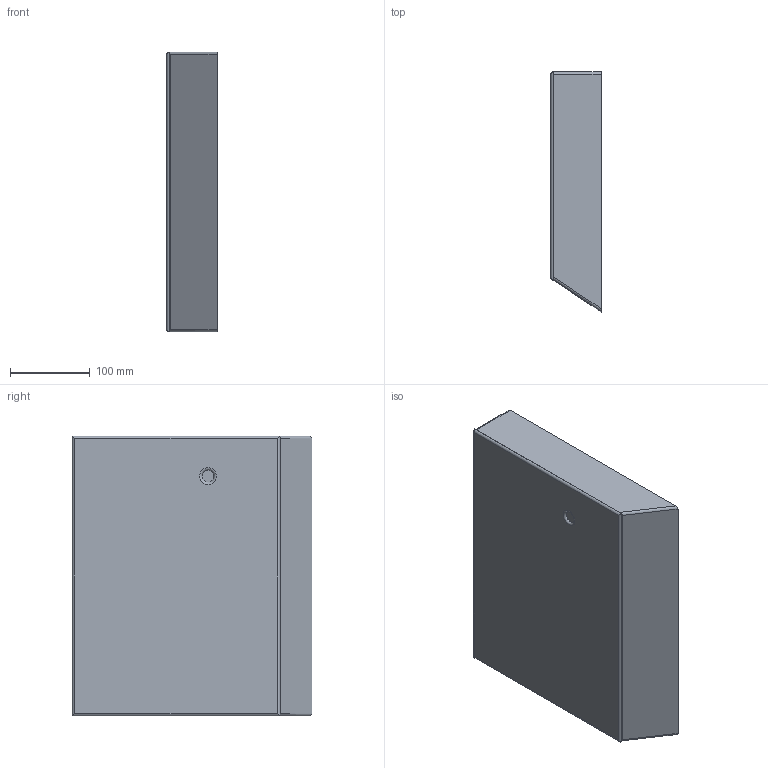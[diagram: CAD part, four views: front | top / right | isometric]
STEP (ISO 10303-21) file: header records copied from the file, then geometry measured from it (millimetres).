
FILE_DESCRIPTION(/* description */ ('Unknown'),/* implementation_level */ '2;1');
FILE_NAME(/* name */ 'city_bin',/* time_stamp */ '2019-09-15T11:09:11+02:00',/* author */ ('Unknown'),/* organization */ ('Unknown'),/* preprocessor_version */ 'ST-DEVELOPER v16.7',/* originating_system */ 'DEX',/* authorisation */ $);
FILE_SCHEMA (('AUTOMOTIVE_DESIGN {1 0 10303 214 3 1 1}'));
Length unit declared in the file: millimetre
Products named in the file (3): city_bin; city_bin_top
Assembly tree (2 placements, depth 2):
  city_bin
    city_bin
    city_bin_top
Bounding box: 63 x 300 x 350 mm (x, y, z)
Volume: 1169056.1 mm3; surface area: 527304.3 mm2
Topology: 2 solids, 2 shells, 24 faces, 57 edges, 38 vertices
Faces by surface type: plane 13, cylinder 10, torus 1
Entity records: 774 total; most frequent: DIRECTION 128, CARTESIAN_POINT 121, ORIENTED_EDGE 112, EDGE_CURVE 56, AXIS2_PLACEMENT_3D 45, VERTEX_POINT 38, LINE 38, VECTOR 38
